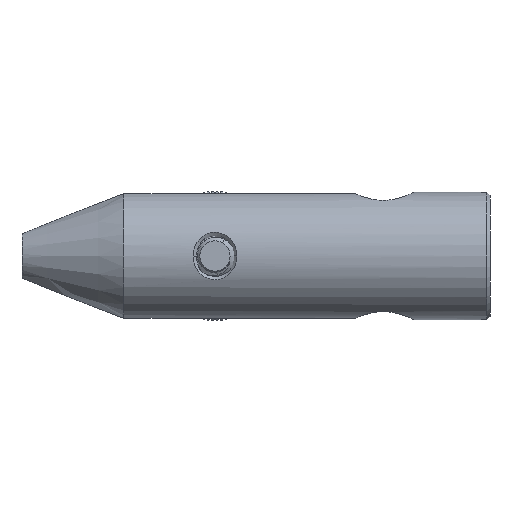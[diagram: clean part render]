
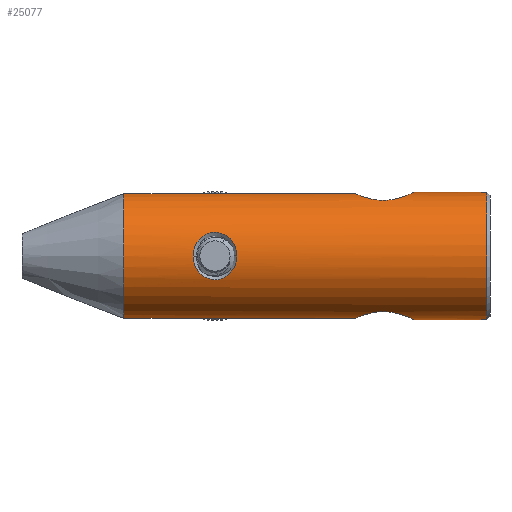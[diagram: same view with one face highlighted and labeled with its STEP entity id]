
A CAD part, front view. The second image highlights one B-rep face of the part: STEP entity #25077.
In plain terms, the highlighted cylindrical face has radius 6.25 mm (diameter 12.5 mm), a partial arc.
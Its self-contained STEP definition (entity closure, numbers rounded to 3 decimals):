
#21842=CARTESIAN_POINT('',(-7.49,0.,6.25));
#21852=CARTESIAN_POINT('',(-7.49,0.,-6.25));
#21951=CARTESIAN_POINT('',(-36.,-1.2,6.134));
#21960=CARTESIAN_POINT('',(-36.,0.,0.));
#21961=DIRECTION('',(-1.,0.,0.));
#21962=DIRECTION('',(0.,-0.192,-0.981));
#21963=AXIS2_PLACEMENT_3D('',#21960,#21961,#21962);
#21972=CARTESIAN_POINT('',(-36.,-1.2,-6.134));
#21974=CARTESIAN_POINT('',(-29.201,-6.25,0.));
#21975=CARTESIAN_POINT('',(-29.201,-6.25,0.166));
#21976=CARTESIAN_POINT('',(-29.169,-6.237,
0.496));
#21977=CARTESIAN_POINT('',(-29.021,-6.179,
0.981));
#21978=CARTESIAN_POINT('',(-28.779,-6.091,
1.421));
#21979=CARTESIAN_POINT('',(-28.455,-5.99,
1.794));
#21980=CARTESIAN_POINT('',(-28.075,-5.897,
2.074));
#21981=CARTESIAN_POINT('',(-27.669,-5.83,
2.254));
#21982=CARTESIAN_POINT('',(-27.256,-5.795,
2.341));
#21983=CARTESIAN_POINT('',(-26.842,-5.795,
2.34));
#21984=CARTESIAN_POINT('',(-26.428,-5.83,
2.253));
#21985=CARTESIAN_POINT('',(-26.023,-5.898,
2.072));
#21986=CARTESIAN_POINT('',(-25.643,-5.991,
1.791));
#21987=CARTESIAN_POINT('',(-25.32,-6.092,
1.417));
#21988=CARTESIAN_POINT('',(-25.078,-6.18,
0.975));
#21989=CARTESIAN_POINT('',(-24.932,-6.237,
0.489));
#21990=CARTESIAN_POINT('',(-24.901,-6.25,0.164));
#21991=CARTESIAN_POINT('',(-24.901,-6.25,0.));
#21993=CARTESIAN_POINT('',(-24.901,-6.25,0.));
#21994=CARTESIAN_POINT('',(-24.901,-6.25,-0.166));
#21995=CARTESIAN_POINT('',(-24.933,-6.237,
-0.496));
#21996=CARTESIAN_POINT('',(-25.081,-6.179,
-0.981));
#21997=CARTESIAN_POINT('',(-25.323,-6.091,
-1.421));
#21998=CARTESIAN_POINT('',(-25.647,-5.99,
-1.794));
#21999=CARTESIAN_POINT('',(-26.027,-5.897,
-2.074));
#22000=CARTESIAN_POINT('',(-26.433,-5.83,
-2.254));
#22001=CARTESIAN_POINT('',(-26.846,-5.795,
-2.341));
#22002=CARTESIAN_POINT('',(-27.26,-5.795,
-2.34));
#22003=CARTESIAN_POINT('',(-27.674,-5.83,
-2.253));
#22004=CARTESIAN_POINT('',(-28.079,-5.898,
-2.072));
#22005=CARTESIAN_POINT('',(-28.459,-5.991,
-1.791));
#22006=CARTESIAN_POINT('',(-28.782,-6.092,
-1.417));
#22007=CARTESIAN_POINT('',(-29.024,-6.18,
-0.975));
#22008=CARTESIAN_POINT('',(-29.17,-6.237,
-0.489));
#22009=CARTESIAN_POINT('',(-29.201,-6.25,-0.164));
#22010=CARTESIAN_POINT('',(-29.201,-6.25,0.));
#22012=CARTESIAN_POINT('',(-0.3,0.,0.));
#22013=DIRECTION('',(-1.,0.,0.));
#22014=DIRECTION('',(0.,0.,-1.));
#22015=AXIS2_PLACEMENT_3D('',#22012,#22013,#22014);
#22017=DIRECTION('',(-1.,0.,0.));
#22018=VECTOR('',#22017,7.19);
#22019=CARTESIAN_POINT('',(-0.3,0.,
-6.25));
#22020=LINE('',#22019,#22018);
#22021=CARTESIAN_POINT('',(-13.26,-1.2,-6.134));
#22022=CARTESIAN_POINT('',(-13.181,-1.383,
-6.098));
#22023=CARTESIAN_POINT('',(-12.989,-1.728,
-6.014));
#22024=CARTESIAN_POINT('',(-12.591,-2.194,
-5.858));
#22025=CARTESIAN_POINT('',(-12.111,-2.566,
-5.702));
#22026=CARTESIAN_POINT('',(-11.576,-2.831,
-5.573));
#22027=CARTESIAN_POINT('',(-11.022,-2.982,
-5.493));
#22028=CARTESIAN_POINT('',(-10.459,-3.027,
-5.468));
#22029=CARTESIAN_POINT('',(-9.899,-2.968,
-5.501));
#22030=CARTESIAN_POINT('',(-9.344,-2.8,
-5.59));
#22031=CARTESIAN_POINT('',(-8.817,-2.52,
-5.723));
#22032=CARTESIAN_POINT('',(-8.343,-2.129,
-5.882));
#22033=CARTESIAN_POINT('',(-7.964,-1.658,
-6.034));
#22034=CARTESIAN_POINT('',(-7.688,-1.127,
-6.156));
#22035=CARTESIAN_POINT('',(-7.524,-0.56,
-6.234));
#22036=CARTESIAN_POINT('',(-7.49,-0.187,-6.25));
#22037=CARTESIAN_POINT('',(-7.49,0.,-6.25));
#22039=DIRECTION('',(1.,0.,0.));
#22040=VECTOR('',#22039,22.74);
#22041=CARTESIAN_POINT('',(-36.,-1.2,-6.134));
#22042=LINE('',#22041,#22040);
#22043=DIRECTION('',(1.,0.,0.));
#22044=VECTOR('',#22043,22.74);
#22045=CARTESIAN_POINT('',(-36.,-1.2,6.134));
#22046=LINE('',#22045,#22044);
#22047=CARTESIAN_POINT('',(-7.49,0.,6.25));
#22048=CARTESIAN_POINT('',(-7.49,-0.187,6.25));
#22049=CARTESIAN_POINT('',(-7.524,-0.56,
6.234));
#22050=CARTESIAN_POINT('',(-7.688,-1.127,
6.156));
#22051=CARTESIAN_POINT('',(-7.964,-1.658,
6.034));
#22052=CARTESIAN_POINT('',(-8.343,-2.129,
5.882));
#22053=CARTESIAN_POINT('',(-8.817,-2.52,
5.723));
#22054=CARTESIAN_POINT('',(-9.344,-2.8,
5.59));
#22055=CARTESIAN_POINT('',(-9.899,-2.968,
5.501));
#22056=CARTESIAN_POINT('',(-10.459,-3.027,
5.468));
#22057=CARTESIAN_POINT('',(-11.022,-2.982,
5.493));
#22058=CARTESIAN_POINT('',(-11.576,-2.831,
5.573));
#22059=CARTESIAN_POINT('',(-12.111,-2.566,
5.702));
#22060=CARTESIAN_POINT('',(-12.591,-2.194,
5.858));
#22061=CARTESIAN_POINT('',(-12.989,-1.728,
6.014));
#22062=CARTESIAN_POINT('',(-13.181,-1.383,
6.098));
#22063=CARTESIAN_POINT('',(-13.26,-1.2,6.134));
#22065=DIRECTION('',(-1.,0.,0.));
#22066=VECTOR('',#22065,7.19);
#22067=CARTESIAN_POINT('',(-0.3,0.,
6.25));
#22068=LINE('',#22067,#22066);
#23124=VERTEX_POINT('',#21951);
#23125=VERTEX_POINT('',#21972);
#23178=VERTEX_POINT('',#21974);
#23179=VERTEX_POINT('',#21991);
#23267=CARTESIAN_POINT('',(-0.3,0.,-6.25));
#23268=CARTESIAN_POINT('',(-0.3,0.,6.25));
#23269=VERTEX_POINT('',#23267);
#23270=VERTEX_POINT('',#23268);
#23275=VERTEX_POINT('',#21852);
#23278=VERTEX_POINT('',#21842);
#23279=VERTEX_POINT('',#22063);
#23280=VERTEX_POINT('',#22021);
#25055=CARTESIAN_POINT('',(-48.331,0.,0.));
#25056=DIRECTION('',(1.,0.,0.));
#25057=DIRECTION('',(0.,0.,1.));
#25058=AXIS2_PLACEMENT_3D('',#25055,#25056,#25057);
#25059=CYLINDRICAL_SURFACE('',#25058,6.25);
#25061=ORIENTED_EDGE('',*,*,#25060,.F.);
#25062=ORIENTED_EDGE('',*,*,#24879,.T.);
#25063=ORIENTED_EDGE('',*,*,#24848,.F.);
#25064=ORIENTED_EDGE('',*,*,#25026,.F.);
#25065=ORIENTED_EDGE('',*,*,#25048,.T.);
#25066=ORIENTED_EDGE('',*,*,#25029,.T.);
#25067=ORIENTED_EDGE('',*,*,#24844,.F.);
#25068=ORIENTED_EDGE('',*,*,#24869,.F.);
#25069=EDGE_LOOP('',(#25061,#25062,#25063,#25064,#25065,#25066,#25067,#25068));
#25070=FACE_OUTER_BOUND('',#25069,.F.);
#25072=ORIENTED_EDGE('',*,*,#25071,.F.);
#25074=ORIENTED_EDGE('',*,*,#25073,.F.);
#25075=EDGE_LOOP('',(#25072,#25074));
#25076=FACE_BOUND('',#25075,.F.);
#25077=ADVANCED_FACE('',(#25070,#25076),#25059,.T.);
#21964=CIRCLE('',#21963,6.25);
#21992=B_SPLINE_CURVE_WITH_KNOTS('',3,(#21974,#21975,#21976,#21977,#21978,
#21979,#21980,#21981,#21982,#21983,#21984,#21985,#21986,#21987,#21988,#21989,
#21990,#21991),.UNSPECIFIED.,.F.,.F.,(4,1,1,1,1,1,1,1,1,1,1,1,1,1,1,4),(0.,
0.067,0.133,0.2,0.267,0.333,
0.4,0.467,0.533,0.6,0.667,
0.733,0.8,0.867,0.933,1.),
.UNSPECIFIED.);
#22011=B_SPLINE_CURVE_WITH_KNOTS('',3,(#21993,#21994,#21995,#21996,#21997,
#21998,#21999,#22000,#22001,#22002,#22003,#22004,#22005,#22006,#22007,#22008,
#22009,#22010),.UNSPECIFIED.,.F.,.F.,(4,1,1,1,1,1,1,1,1,1,1,1,1,1,1,4),(0.,
0.067,0.133,0.2,0.267,0.333,
0.4,0.467,0.533,0.6,0.667,
0.733,0.8,0.867,0.933,1.),
.UNSPECIFIED.);
#22016=CIRCLE('',#22015,6.25);
#22038=B_SPLINE_CURVE_WITH_KNOTS('',3,(#22021,#22022,#22023,#22024,#22025,
#22026,#22027,#22028,#22029,#22030,#22031,#22032,#22033,#22034,#22035,#22036,
#22037),.UNSPECIFIED.,.F.,.F.,(4,1,1,1,1,1,1,1,1,1,1,1,1,1,4),(0.,
0.071,0.143,0.214,0.286,
0.357,0.429,0.5,0.571,0.643,
0.714,0.786,0.857,0.929,1.),
.UNSPECIFIED.);
#22064=B_SPLINE_CURVE_WITH_KNOTS('',3,(#22047,#22048,#22049,#22050,#22051,
#22052,#22053,#22054,#22055,#22056,#22057,#22058,#22059,#22060,#22061,#22062,
#22063),.UNSPECIFIED.,.F.,.F.,(4,1,1,1,1,1,1,1,1,1,1,1,1,1,4),(0.,
0.071,0.143,0.214,0.286,
0.357,0.429,0.5,0.571,0.643,
0.714,0.786,0.857,0.929,1.),
.UNSPECIFIED.);
#24844=EDGE_CURVE('',#23278,#23279,#22064,.T.);
#24848=EDGE_CURVE('',#23280,#23275,#22038,.T.);
#24869=EDGE_CURVE('',#23270,#23278,#22068,.T.);
#24879=EDGE_CURVE('',#23269,#23275,#22020,.T.);
#25026=EDGE_CURVE('',#23125,#23280,#22042,.T.);
#25029=EDGE_CURVE('',#23124,#23279,#22046,.T.);
#25048=EDGE_CURVE('',#23125,#23124,#21964,.T.);
#25060=EDGE_CURVE('',#23269,#23270,#22016,.T.);
#25071=EDGE_CURVE('',#23178,#23179,#21992,.T.);
#25073=EDGE_CURVE('',#23179,#23178,#22011,.T.);
